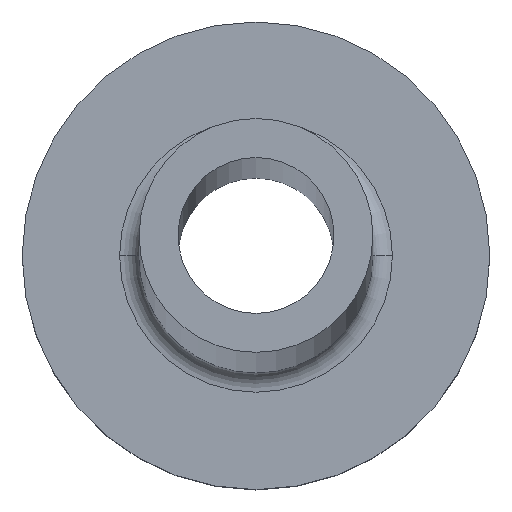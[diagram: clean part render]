
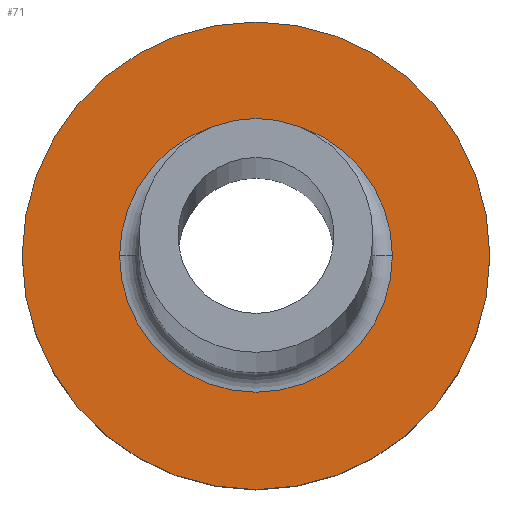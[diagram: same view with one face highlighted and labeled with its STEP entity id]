
A CAD part, top view. The second image highlights one B-rep face of the part: STEP entity #71.
In plain terms, the highlighted planar face has unit normal (0, 0, 1).
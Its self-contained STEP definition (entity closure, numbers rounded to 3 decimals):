
#14 = EDGE_CURVE ( 'NONE', #229, #374, #156, .T. ) ;
#15 = DIRECTION ( 'NONE',  ( 1., 0., 0. ) ) ;
#24 = CARTESIAN_POINT ( 'NONE',  ( 0., 0., 5. ) ) ;
#36 = CIRCLE ( 'NONE', #244, 6. ) ;
#38 = DIRECTION ( 'NONE',  ( 1., 0., 0. ) ) ;
#42 = DIRECTION ( 'NONE',  ( 0., 0., 1. ) ) ;
#43 = AXIS2_PLACEMENT_3D ( 'NONE', #142, #195, #203 ) ;
#56 = FACE_BOUND ( 'NONE', #279, .T. ) ;
#71 = ADVANCED_FACE ( 'NONE', ( #56, #292 ), #320, .T. ) ;
#81 = CIRCLE ( 'NONE', #271, 3.5 ) ;
#85 = VERTEX_POINT ( 'NONE', #114 ) ;
#86 = EDGE_CURVE ( 'NONE', #374, #229, #81, .T. ) ;
#99 = ORIENTED_EDGE ( 'NONE', *, *, #366, .T. ) ;
#114 = CARTESIAN_POINT ( 'NONE',  ( 6., 0., 5. ) ) ;
#142 = CARTESIAN_POINT ( 'NONE',  ( 0., 0., 5. ) ) ;
#156 = CIRCLE ( 'NONE', #43, 3.5 ) ;
#160 = DIRECTION ( 'NONE',  ( 0., 0., 1. ) ) ;
#170 = DIRECTION ( 'NONE',  ( 0., 0., -1. ) ) ;
#195 = DIRECTION ( 'NONE',  ( 0., 0., -1. ) ) ;
#197 = VERTEX_POINT ( 'NONE', #267 ) ;
#203 = DIRECTION ( 'NONE',  ( 1., 0., 0. ) ) ;
#217 = CARTESIAN_POINT ( 'NONE',  ( -3.5, 0., 5. ) ) ;
#218 = CARTESIAN_POINT ( 'NONE',  ( 3.5, 0., 5. ) ) ;
#227 = CARTESIAN_POINT ( 'NONE',  ( 0., 0., 5. ) ) ;
#229 = VERTEX_POINT ( 'NONE', #218 ) ;
#241 = CARTESIAN_POINT ( 'NONE',  ( 0., 0., 5. ) ) ;
#242 = AXIS2_PLACEMENT_3D ( 'NONE', #24, #257, #377 ) ;
#244 = AXIS2_PLACEMENT_3D ( 'NONE', #241, #42, #247 ) ;
#247 = DIRECTION ( 'NONE',  ( 1., 0., 0. ) ) ;
#252 = ORIENTED_EDGE ( 'NONE', *, *, #86, .T. ) ;
#257 = DIRECTION ( 'NONE',  ( 0., 0., 1. ) ) ;
#267 = CARTESIAN_POINT ( 'NONE',  ( -6., 0., 5. ) ) ;
#271 = AXIS2_PLACEMENT_3D ( 'NONE', #227, #170, #38 ) ;
#279 = EDGE_LOOP ( 'NONE', ( #351, #252 ) ) ;
#281 = ORIENTED_EDGE ( 'NONE', *, *, #329, .T. ) ;
#282 = CIRCLE ( 'NONE', #328, 6. ) ;
#290 = EDGE_LOOP ( 'NONE', ( #99, #281 ) ) ;
#292 = FACE_OUTER_BOUND ( 'NONE', #290, .T. ) ;
#320 = PLANE ( 'NONE',  #242 ) ;
#328 = AXIS2_PLACEMENT_3D ( 'NONE', #339, #160, #15 ) ;
#329 = EDGE_CURVE ( 'NONE', #85, #197, #36, .T. ) ;
#339 = CARTESIAN_POINT ( 'NONE',  ( 0., 0., 5. ) ) ;
#351 = ORIENTED_EDGE ( 'NONE', *, *, #14, .T. ) ;
#366 = EDGE_CURVE ( 'NONE', #197, #85, #282, .T. ) ;
#374 = VERTEX_POINT ( 'NONE', #217 ) ;
#377 = DIRECTION ( 'NONE',  ( 1., 0., 0. ) ) ;
